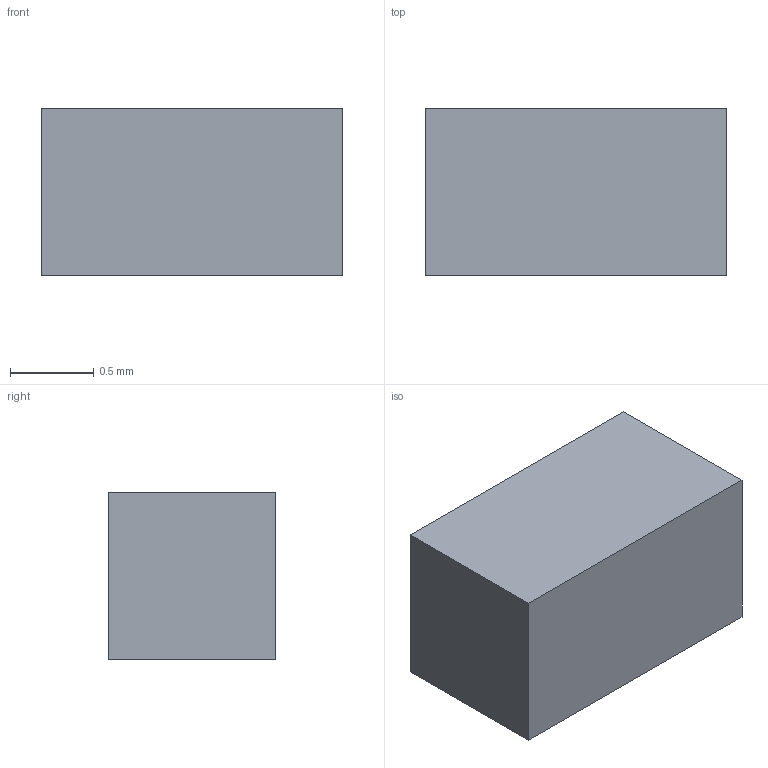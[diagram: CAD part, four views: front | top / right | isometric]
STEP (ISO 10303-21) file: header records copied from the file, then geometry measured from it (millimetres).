
FILE_DESCRIPTION(/* description */ ('Unknown'),/* implementation_level */ '2;1');
FILE_NAME(/* name */ '1.6x0.8x0.8x0.4_maxSized',/* time_stamp */ '2019-08-02T17:21:54+08:00',/* author */ ('Unknown'),/* organization */ ('Unknown'),/* preprocessor_version */ 'ST-DEVELOPER v16.7',/* originating_system */ 'DEX',/* authorisation */ $);
FILE_SCHEMA (('AUTOMOTIVE_DESIGN {1 0 10303 214 3 1 1}'));
Length unit declared in the file: millimetre
Products named in the file (5): 1.6x0.8x0.8x0.4_maxSized; maxSized_Square; 1.6x0.8x0.8x0.4; Contact_0.8x0.8x0.4; Body_1.6x0.8x0.8x0.4
Assembly tree (5 placements, depth 3):
  1.6x0.8x0.8x0.4_maxSized
    maxSized_Square
    1.6x0.8x0.8x0.4
      Contact_0.8x0.8x0.4  x2
      Body_1.6x0.8x0.8x0.4
Bounding box: 1.8 x 1 x 1 mm (x, y, z)
Surface area: 18.2 mm2
Topology: 4 solids, 4 shells, 24 faces, 48 edges, 32 vertices
Faces by surface type: plane 24
Entity records: 662 total; most frequent: DIRECTION 84, CARTESIAN_POINT 84, ORIENTED_EDGE 72, EDGE_CURVE 36, LINE 36, VECTOR 36, VERTEX_POINT 24, AXIS2_PLACEMENT_3D 24
